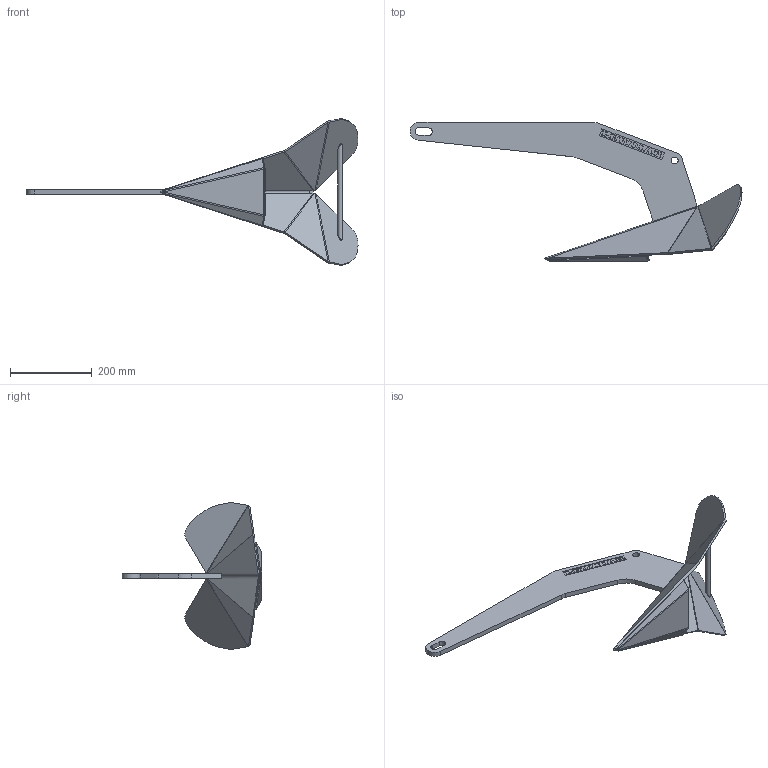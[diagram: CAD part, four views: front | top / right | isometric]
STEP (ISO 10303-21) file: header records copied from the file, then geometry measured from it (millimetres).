
FILE_DESCRIPTION((''),'2;1');
FILE_NAME('69000528_ASM','2013-01-08T',('mdance'),(''),'PRO/ENGINEER BY PARAMETRIC TECHNOLOGY CORPORATION, 2010280','PRO/ENGINEER BY PARAMETRIC TECHNOLOGY CORPORATION, 2010280','');
FILE_SCHEMA(('CONFIG_CONTROL_DESIGN'));
Length unit declared in the file: millimetre
Products named in the file (7): 65001977; 65001978; 65001980; 65001981; 65001979; BALLAST_16KG_DTX; 69000528_ASM
Assembly tree (6 placements, depth 2):
  69000528_ASM
    65001977
    65001978
    65001980
    65001981
    65001979
    BALLAST_16KG_DTX
Bounding box: 812.51 x 341.13 x 360.1 mm (x, y, z)
Volume: 1923030.7 mm3; surface area: 498872.5 mm2
Topology: 6 solids, 6 shells, 1384 faces, 3874 edges, 2568 vertices
Faces by surface type: plane 1318, cylinder 32, bspline 20, extrusion 14
Entity records: 44595 total; most frequent: CARTESIAN_POINT 8943, ORIENTED_EDGE 7748, DIRECTION 6572, EDGE_CURVE 3874, VECTOR 3774, LINE 3760, VERTEX_POINT 2568, EDGE_LOOP 1458
